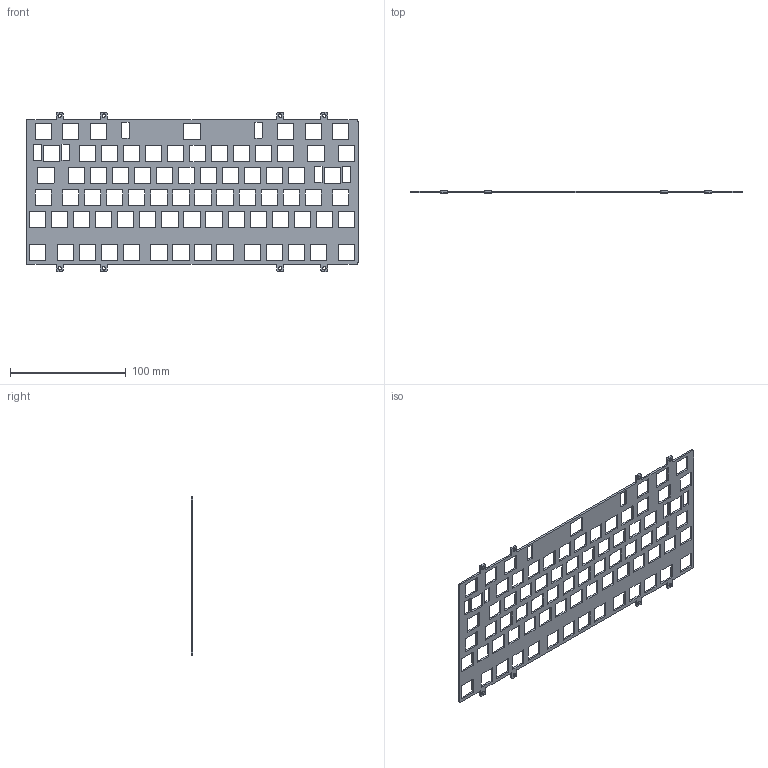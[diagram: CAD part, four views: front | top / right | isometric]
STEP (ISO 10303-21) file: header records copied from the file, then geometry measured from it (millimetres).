
FILE_DESCRIPTION(/* description */ (''),/* implementation_level */ '2;1');
FILE_NAME(/* name */ 'MC-Plate-HHKB13F-MX.step',/* time_stamp */ '2019-08-01T23:49:18+07:00',/* author */ (''),/* organization */ (''),/* preprocessor_version */ 'ST-DEVELOPER v18',/* originating_system */ 'Autodesk Translation Framework v8.2.0.1029',/* authorisation */ '');
FILE_SCHEMA (('AUTOMOTIVE_DESIGN { 1 0 10303 214 3 1 1 }'));
Length unit declared in the file: millimetre
Products named in the file (1): MC-Plate-HHKB13F-MX
Bounding box: 286.8 x 1.5 x 137.93 mm (x, y, z)
Volume: 30924.9 mm3; surface area: 49365.4 mm2
Topology: 1 solids, 1 shells, 738 faces, 2208 edges, 1472 vertices
Faces by surface type: cylinder 372, plane 366
Full cylindrical faces by diameter (mm): 3 x8
Entity records: 25456 total; most frequent: DIRECTION 4430, CARTESIAN_POINT 4419, ORIENTED_EDGE 4416, EDGE_CURVE 2208, AXIS2_PLACEMENT_3D 1483, VERTEX_POINT 1472, LINE 1464, VECTOR 1464
